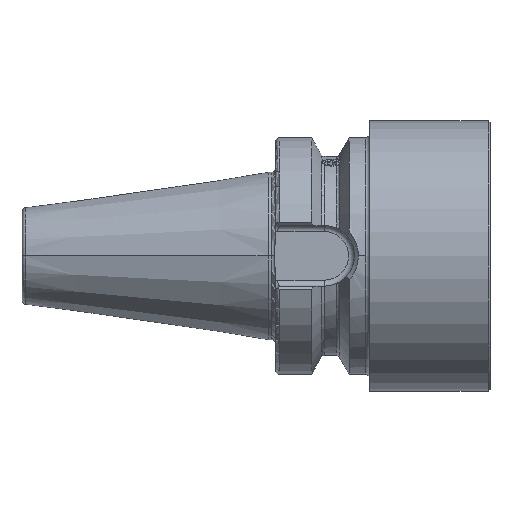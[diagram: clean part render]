
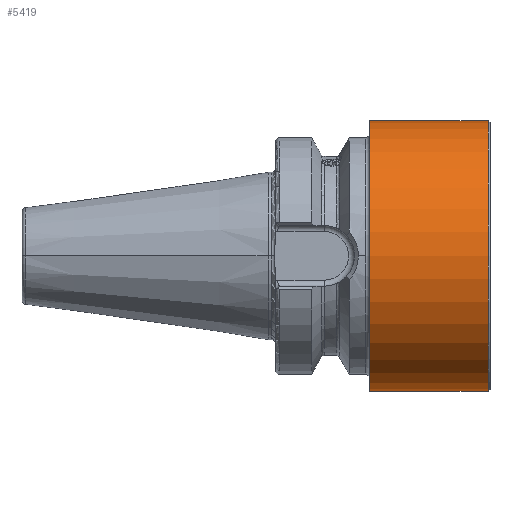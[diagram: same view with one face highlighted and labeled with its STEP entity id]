
A CAD part, top view. The second image highlights one B-rep face of the part: STEP entity #5419.
In plain terms, the highlighted cylindrical face has radius 36 mm (diameter 72 mm), a partial arc.
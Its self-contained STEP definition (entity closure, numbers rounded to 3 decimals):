
#98 = AXIS2_PLACEMENT_3D ( 'NONE', #3825, #2073, #3463 ) ;
#203 = DIRECTION ( 'NONE',  ( 1., 0., 0. ) ) ;
#279 = ORIENTED_EDGE ( 'NONE', *, *, #3317, .T. ) ;
#533 = LINE ( 'NONE', #1285, #2623 ) ;
#602 = ORIENTED_EDGE ( 'NONE', *, *, #4814, .F. ) ;
#684 = ORIENTED_EDGE ( 'NONE', *, *, #1063, .T. ) ;
#822 = AXIS2_PLACEMENT_3D ( 'NONE', #3159, #5365, #1415 ) ;
#916 = DIRECTION ( 'NONE',  ( 0., 1., 0. ) ) ;
#999 = CARTESIAN_POINT ( 'NONE',  ( 27., -36., 0. ) ) ;
#1063 = EDGE_CURVE ( 'NONE', #2571, #5758, #2057, .T. ) ;
#1213 = EDGE_LOOP ( 'NONE', ( #684, #279, #602, #4908 ) ) ;
#1285 = CARTESIAN_POINT ( 'NONE',  ( 59., 36., 0. ) ) ;
#1415 = DIRECTION ( 'NONE',  ( 0., 1., 0. ) ) ;
#1522 = LINE ( 'NONE', #1966, #4801 ) ;
#1966 = CARTESIAN_POINT ( 'NONE',  ( 59., -36., 0. ) ) ;
#2057 = CIRCLE ( 'NONE', #822, 36. ) ;
#2073 = DIRECTION ( 'NONE',  ( 1., 0., 0. ) ) ;
#2079 = CARTESIAN_POINT ( 'NONE',  ( 27., 36., 0. ) ) ;
#2226 = DIRECTION ( 'NONE',  ( 1., 0., 0. ) ) ;
#2304 = EDGE_CURVE ( 'NONE', #2571, #4795, #533, .T. ) ;
#2368 = CIRCLE ( 'NONE', #2645, 36. ) ;
#2520 = VERTEX_POINT ( 'NONE', #5175 ) ;
#2571 = VERTEX_POINT ( 'NONE', #2079 ) ;
#2623 = VECTOR ( 'NONE', #2226, 1000. ) ;
#2645 = AXIS2_PLACEMENT_3D ( 'NONE', #4622, #5408, #916 ) ;
#2848 = CARTESIAN_POINT ( 'NONE',  ( 58.5, 36., 0. ) ) ;
#3010 = CYLINDRICAL_SURFACE ( 'NONE', #98, 36. ) ;
#3159 = CARTESIAN_POINT ( 'NONE',  ( 27., 0., 0. ) ) ;
#3317 = EDGE_CURVE ( 'NONE', #5758, #2520, #1522, .T. ) ;
#3463 = DIRECTION ( 'NONE',  ( 0., 1., 0. ) ) ;
#3825 = CARTESIAN_POINT ( 'NONE',  ( 59., 0., 0. ) ) ;
#3936 = FACE_OUTER_BOUND ( 'NONE', #1213, .T. ) ;
#4622 = CARTESIAN_POINT ( 'NONE',  ( 58.5, 0., 0. ) ) ;
#4795 = VERTEX_POINT ( 'NONE', #2848 ) ;
#4801 = VECTOR ( 'NONE', #203, 1000. ) ;
#4814 = EDGE_CURVE ( 'NONE', #4795, #2520, #2368, .T. ) ;
#4908 = ORIENTED_EDGE ( 'NONE', *, *, #2304, .F. ) ;
#5175 = CARTESIAN_POINT ( 'NONE',  ( 58.5, -36., 0. ) ) ;
#5365 = DIRECTION ( 'NONE',  ( 1., 0., 0. ) ) ;
#5408 = DIRECTION ( 'NONE',  ( 1., 0., 0. ) ) ;
#5419 = ADVANCED_FACE ( 'NONE', ( #3936 ), #3010, .T. ) ;
#5758 = VERTEX_POINT ( 'NONE', #999 ) ;
